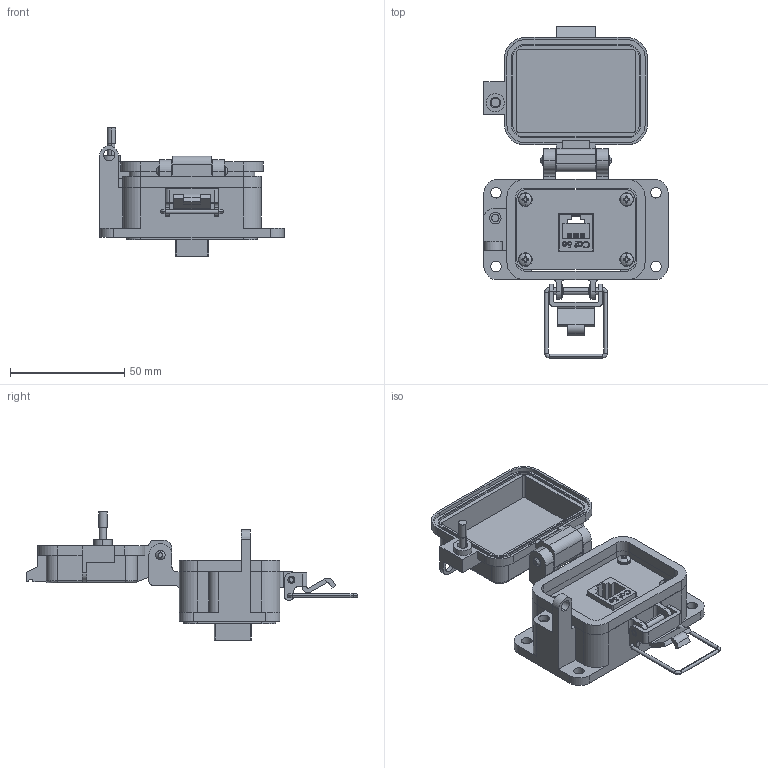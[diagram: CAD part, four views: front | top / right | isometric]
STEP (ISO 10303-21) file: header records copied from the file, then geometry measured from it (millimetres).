
FILE_DESCRIPTION (( 'STEP AP214' ), '1' );
FILE_NAME ('P-R2-B2RX_3D.STEP', '2017-08-28T16:22:25', ( '' ), ( '' ), 'SwSTEP 2.0', 'SolidWorks 2017', '' );
FILE_SCHEMA (( 'AUTOMOTIVE_DESIGN' ));
Length unit declared in the file: millimetre
Products named in the file (8): Z-H-B2; R2; Z-300-RJ45CAT5; P-R2-B3RX_TP; P-R2-B3RX_FP; P-R2-B3RX_BP; P-R2-B2RX_3D; 92005A124_METRIC PAN HEAD PHILLIPS MACHINE SCREW_92005A124
Assembly tree (10 placements, depth 3):
  P-R2-B2RX_3D
    P-R2-B3RX_BP
    P-R2-B3RX_FP
    P-R2-B3RX_TP
    R2
      Z-300-RJ45CAT5
    Z-H-B2
    92005A124_METRIC PAN HEAD PHILLIPS MACHINE SCREW_92005A124  x4
Bounding box: 80.57 x 145.03 x 55.98 mm (x, y, z)
Volume: 62610.2 mm3; surface area: 52538.9 mm2
Topology: 18 solids, 18 shells, 1606 faces, 4528 edges, 3004 vertices
Faces by surface type: cylinder 832, plane 558, bspline 148, cone 44, torus 16, sphere 8
Entity records: 45717 total; most frequent: CARTESIAN_POINT 15282, ORIENTED_EDGE 5900, DIRECTION 4794, EDGE_CURVE 2950, VERTEX_POINT 1957, LINE 1762, VECTOR 1762, AXIS2_PLACEMENT_3D 1516
